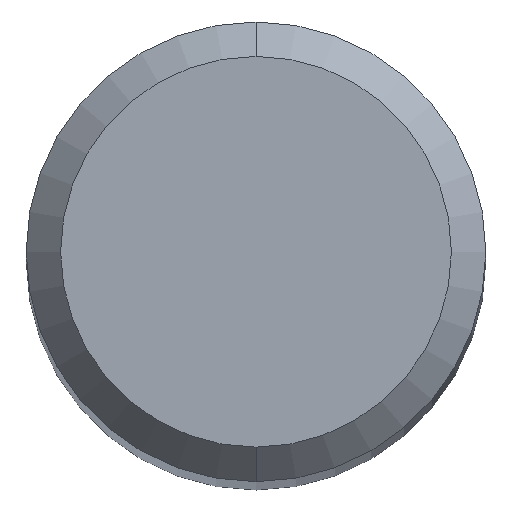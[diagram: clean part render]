
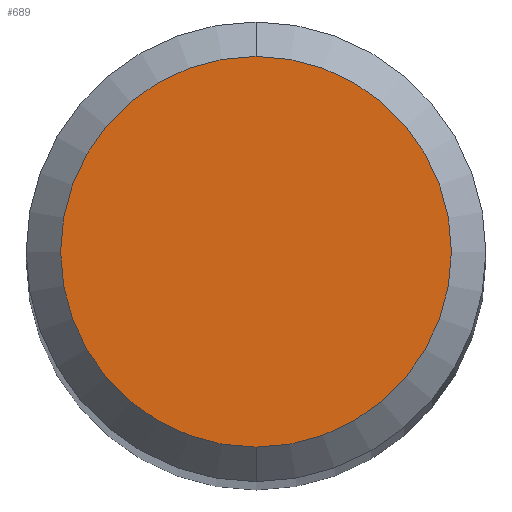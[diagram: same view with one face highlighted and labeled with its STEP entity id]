
A CAD part, top view. The second image highlights one B-rep face of the part: STEP entity #689.
In plain terms, the highlighted planar face has unit normal (0, 0, 1).
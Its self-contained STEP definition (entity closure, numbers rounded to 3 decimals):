
#487=EDGE_CURVE('',#773,#817,#1159,.T.);
#639=EDGE_CURVE('',#817,#773,#1327,.T.);
#689=ADVANCED_FACE('',(#1384),#1385,.T.);
#773=VERTEX_POINT('',#1472);
#817=VERTEX_POINT('',#1517);
#1159=CIRCLE('',#2633,1.7);
#1327=CIRCLE('',#3121,1.7);
#1384=FACE_OUTER_BOUND('',#3469,.T.);
#1385=PLANE('',#3470);
#1472=CARTESIAN_POINT('',(0.,-1.7,0.0));
#1517=CARTESIAN_POINT('',(0.0,1.7,0.0));
#2633=AXIS2_PLACEMENT_3D('',#4756,#4757,#4758);
#3121=AXIS2_PLACEMENT_3D('',#4946,#4947,#4948);
#3469=EDGE_LOOP('',(#5033,#5034));
#3470=AXIS2_PLACEMENT_3D('',#5035,#5036,#5037);
#4756=CARTESIAN_POINT('',(0.0,0.0,0.0));
#4757=DIRECTION('',(0.0,0.0,-1.0));
#4758=DIRECTION('',(0.0,1.0,0.0));
#4946=CARTESIAN_POINT('',(0.0,0.0,0.0));
#4947=DIRECTION('',(0.0,0.0,-1.0));
#4948=DIRECTION('',(0.0,1.0,0.0));
#5033=ORIENTED_EDGE('',*,*,#639,.F.);
#5034=ORIENTED_EDGE('',*,*,#487,.F.);
#5035=CARTESIAN_POINT('',(0.0,0.85,0.0));
#5036=DIRECTION('',(-0.0,0.0,1.0));
#5037=DIRECTION('',(0.0,-1.0,0.0));
